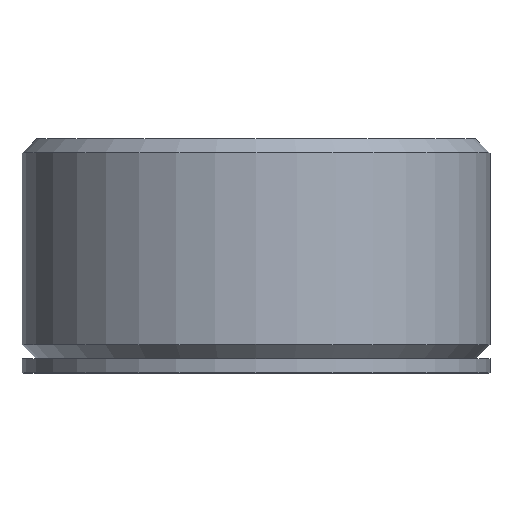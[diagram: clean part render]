
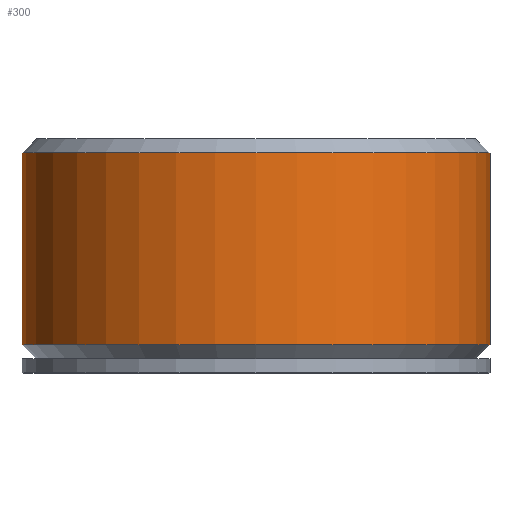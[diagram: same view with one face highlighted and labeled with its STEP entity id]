
A CAD part, top view. The second image highlights one B-rep face of the part: STEP entity #300.
In plain terms, the highlighted cylindrical face has radius 12.7 mm (diameter 25.4 mm), a full revolution.
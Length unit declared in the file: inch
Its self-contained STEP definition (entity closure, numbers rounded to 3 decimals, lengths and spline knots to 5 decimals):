
#16=CYLINDRICAL_SURFACE('',#330,0.5);
#21=FACE_BOUND('',#90,.T.);
#38=CIRCLE('',#328,0.5);
#39=CIRCLE('',#331,0.5);
#65=FACE_OUTER_BOUND('',#89,.T.);
#89=EDGE_LOOP('',(#263));
#90=EDGE_LOOP('',(#264));
#155=VERTEX_POINT('',#9031);
#156=VERTEX_POINT('',#9035);
#193=EDGE_CURVE('',#155,#155,#38,.T.);
#194=EDGE_CURVE('',#156,#156,#39,.T.);
#263=ORIENTED_EDGE('',*,*,#194,.F.);
#264=ORIENTED_EDGE('',*,*,#193,.F.);
#300=ADVANCED_FACE('',(#65,#21),#16,.T.);
#328=AXIS2_PLACEMENT_3D('',#9032,#380,#381);
#330=AXIS2_PLACEMENT_3D('',#9034,#384,#385);
#331=AXIS2_PLACEMENT_3D('',#9036,#386,#387);
#380=DIRECTION('center_axis',(0.,1.,0.));
#381=DIRECTION('ref_axis',(-1.,0.,0.));
#384=DIRECTION('center_axis',(0.,-1.,0.));
#385=DIRECTION('ref_axis',(1.,0.,0.));
#386=DIRECTION('center_axis',(0.,-1.,0.));
#387=DIRECTION('ref_axis',(1.,0.,0.));
#9031=CARTESIAN_POINT('',(0.5,0.47,0.));
#9032=CARTESIAN_POINT('Origin',(0.,0.47,0.));
#9034=CARTESIAN_POINT('Origin',(0.,0.28,0.));
#9035=CARTESIAN_POINT('',(0.5,0.06,0.));
#9036=CARTESIAN_POINT('Origin',(0.,0.06,0.));
